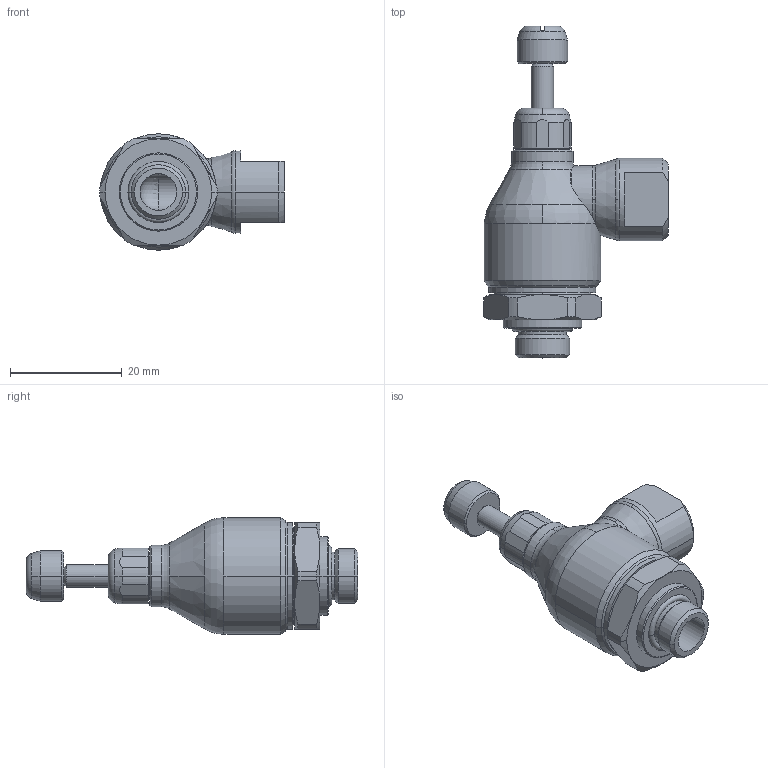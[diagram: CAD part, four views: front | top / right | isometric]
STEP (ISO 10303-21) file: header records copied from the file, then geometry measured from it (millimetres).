
FILE_DESCRIPTION(('STEP AP214'),'1');
FILE_NAME('7110_10_10.stp','2016-07-07T14:55:20',('TraceParts'),('TraceParts S.A.'),'Spatial InterOp 3D',' ',' ');
FILE_SCHEMA(('automotive_design'));
Length unit declared in the file: millimetre
Products named in the file (1): 1
Bounding box: 33 x 59.3 x 20.8 mm (x, y, z)
Volume: 10000.3 mm3; surface area: 4900.2 mm2
Topology: 1 solids, 1 shells, 149 faces, 366 edges, 226 vertices
Faces by surface type: cylinder 48, cone 48, plane 32, torus 18, sphere 3
Entity records: 4683 total; most frequent: CARTESIAN_POINT 1128, DIRECTION 810, ORIENTED_EDGE 728, EDGE_CURVE 364, AXIS2_PLACEMENT_3D 350, VERTEX_POINT 226, CIRCLE 198, EDGE_LOOP 160
